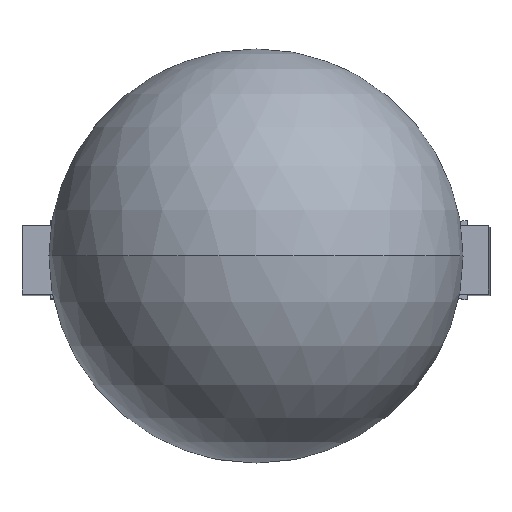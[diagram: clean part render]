
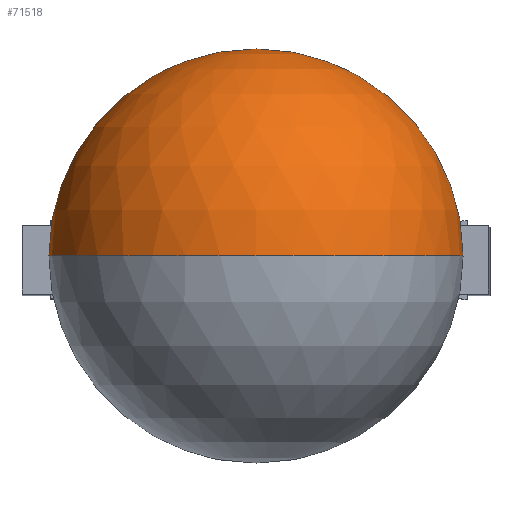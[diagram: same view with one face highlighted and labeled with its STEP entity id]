
A CAD part, top view. The second image highlights one B-rep face of the part: STEP entity #71518.
In plain terms, the highlighted spherical face has radius 50 mm.
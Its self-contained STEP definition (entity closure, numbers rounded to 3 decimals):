
#139 = CARTESIAN_POINT ( 'NONE',  ( 0., 0., -5. ) ) ;
#1439 = CARTESIAN_POINT ( 'NONE',  ( 50., 0., -5. ) ) ;
#2427 = CARTESIAN_POINT ( 'NONE',  ( -50., 0., -5. ) ) ;
#5797 = EDGE_LOOP ( 'NONE', ( #15428, #48988, #56259 ) ) ;
#6141 = DIRECTION ( 'NONE',  ( 0., 0., -1. ) ) ;
#6401 = DIRECTION ( 'NONE',  ( 0., -1., 0. ) ) ;
#8594 = CIRCLE ( 'NONE', #21938, 50. ) ;
#12424 = DIRECTION ( 'NONE',  ( 0., 1., 0. ) ) ;
#15428 = ORIENTED_EDGE ( 'NONE', *, *, #35653, .F. ) ;
#16401 = CARTESIAN_POINT ( 'NONE',  ( 0., 0., -55. ) ) ;
#17259 = DIRECTION ( 'NONE',  ( 1., 0., 0. ) ) ;
#17788 = CARTESIAN_POINT ( 'NONE',  ( 0., 0., -5. ) ) ;
#17913 = VERTEX_POINT ( 'NONE', #1439 ) ;
#21938 = AXIS2_PLACEMENT_3D ( 'NONE', #46158, #39135, #27927 ) ;
#22688 = VERTEX_POINT ( 'NONE', #16401 ) ;
#27927 = DIRECTION ( 'NONE',  ( 1., 0., 0. ) ) ;
#28475 = CIRCLE ( 'NONE', #47203, 50. ) ;
#35653 = EDGE_CURVE ( 'NONE', #22688, #17913, #45370, .T. ) ;
#39135 = DIRECTION ( 'NONE',  ( 0., 0., 1. ) ) ;
#40041 = VERTEX_POINT ( 'NONE', #2427 ) ;
#45370 = CIRCLE ( 'NONE', #69275, 50. ) ;
#46158 = CARTESIAN_POINT ( 'NONE',  ( 0., 0., -5. ) ) ;
#46983 = DIRECTION ( 'NONE',  ( 0., 1., 0. ) ) ;
#47203 = AXIS2_PLACEMENT_3D ( 'NONE', #53144, #12424, #71713 ) ;
#48044 = EDGE_CURVE ( 'NONE', #17913, #40041, #8594, .T. ) ;
#48988 = ORIENTED_EDGE ( 'NONE', *, *, #77270, .T. ) ;
#53144 = CARTESIAN_POINT ( 'NONE',  ( 0., 0., -5. ) ) ;
#56259 = ORIENTED_EDGE ( 'NONE', *, *, #48044, .F. ) ;
#64902 = AXIS2_PLACEMENT_3D ( 'NONE', #17788, #46983, #17259 ) ;
#69275 = AXIS2_PLACEMENT_3D ( 'NONE', #139, #6401, #6141 ) ;
#70078 = FACE_OUTER_BOUND ( 'NONE', #5797, .T. ) ;
#71518 = ADVANCED_FACE ( 'NONE', ( #70078 ), #73817, .T. ) ;
#71713 = DIRECTION ( 'NONE',  ( -1., 0., 0. ) ) ;
#73817 = SPHERICAL_SURFACE ( 'NONE', #64902, 50. ) ;
#77270 = EDGE_CURVE ( 'NONE', #22688, #40041, #28475, .T. ) ;
